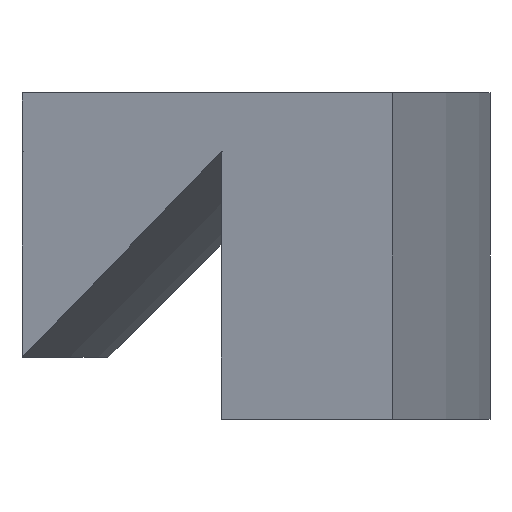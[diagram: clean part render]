
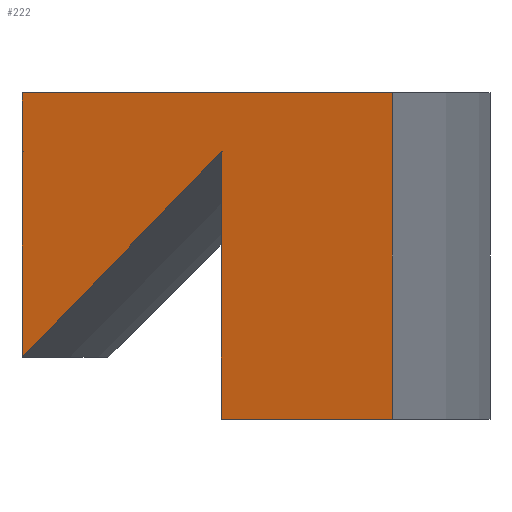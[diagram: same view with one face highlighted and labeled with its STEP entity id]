
A CAD part, left-side view. The second image highlights one B-rep face of the part: STEP entity #222.
In plain terms, the highlighted planar face has unit normal (-0.97, 0.245, 0).
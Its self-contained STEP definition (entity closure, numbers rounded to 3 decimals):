
#64 = VERTEX_POINT('',#65);
#65 = CARTESIAN_POINT('',(-50.432,-199.422,18.2));
#74 = VERTEX_POINT('',#75);
#75 = CARTESIAN_POINT('',(-47.,-185.849,4.2));
#82 = EDGE_CURVE('',#74,#64,#83,.T.);
#83 = LINE('',#84,#85);
#84 = CARTESIAN_POINT('',(0.,0.,-187.5)
  );
#85 = VECTOR('',#86,1.);
#86 = DIRECTION('',(-0.173,-0.686,0.707));
#204 = VERTEX_POINT('',#205);
#205 = CARTESIAN_POINT('',(-50.432,-199.422,
    0.));
#212 = EDGE_CURVE('',#64,#204,#213,.T.);
#213 = LINE('',#214,#215);
#214 = CARTESIAN_POINT('',(-50.432,-199.422,18.2));
#215 = VECTOR('',#216,1.);
#216 = DIRECTION('',(0.,0.,-1.));
#222 = ADVANCED_FACE('',(#223),#265,.F.);
#223 = FACE_BOUND('',#224,.F.);
#224 = EDGE_LOOP('',(#225,#233,#234,#235,#243,#251,#259));
#225 = ORIENTED_EDGE('',*,*,#226,.F.);
#226 = EDGE_CURVE('',#204,#227,#229,.T.);
#227 = VERTEX_POINT('',#228);
#228 = CARTESIAN_POINT('',(-53.375,-211.056,
    0.));
#229 = LINE('',#230,#231);
#230 = CARTESIAN_POINT('',(0.,0.,0.));
#231 = VECTOR('',#232,1.);
#232 = DIRECTION('',(-0.245,-0.969,0.)
  );
#233 = ORIENTED_EDGE('',*,*,#212,.F.);
#234 = ORIENTED_EDGE('',*,*,#82,.F.);
#235 = ORIENTED_EDGE('',*,*,#236,.T.);
#236 = EDGE_CURVE('',#74,#237,#239,.T.);
#237 = VERTEX_POINT('',#238);
#238 = CARTESIAN_POINT('',(-47.,-185.849,18.2));
#239 = LINE('',#240,#241);
#240 = CARTESIAN_POINT('',(-47.,-185.849,4.2));
#241 = VECTOR('',#242,1.);
#242 = DIRECTION('',(0.,0.,1.));
#243 = ORIENTED_EDGE('',*,*,#244,.F.);
#244 = EDGE_CURVE('',#245,#237,#247,.T.);
#245 = VERTEX_POINT('',#246);
#246 = CARTESIAN_POINT('',(-47.,-185.849,22.2));
#247 = LINE('',#248,#249);
#248 = CARTESIAN_POINT('',(-47.,-185.849,22.2));
#249 = VECTOR('',#250,1.);
#250 = DIRECTION('',(0.,0.,-1.));
#251 = ORIENTED_EDGE('',*,*,#252,.F.);
#252 = EDGE_CURVE('',#253,#245,#255,.T.);
#253 = VERTEX_POINT('',#254);
#254 = CARTESIAN_POINT('',(-53.375,-211.056,22.2));
#255 = LINE('',#256,#257);
#256 = CARTESIAN_POINT('',(0.,0.,22.2)
  );
#257 = VECTOR('',#258,1.);
#258 = DIRECTION('',(0.245,0.969,0.)
  );
#259 = ORIENTED_EDGE('',*,*,#260,.F.);
#260 = EDGE_CURVE('',#227,#253,#261,.T.);
#261 = LINE('',#262,#263);
#262 = CARTESIAN_POINT('',(-53.375,-211.056,
    0.));
#263 = VECTOR('',#264,1.);
#264 = DIRECTION('',(0.,0.,1.));
#265 = PLANE('',#266);
#266 = AXIS2_PLACEMENT_3D('',#267,#268,#269);
#267 = CARTESIAN_POINT('',(0.,0.,0.));
#268 = DIRECTION('',(0.969,-0.245,0.)
  );
#269 = DIRECTION('',(-0.245,-0.969,0.)
  );
